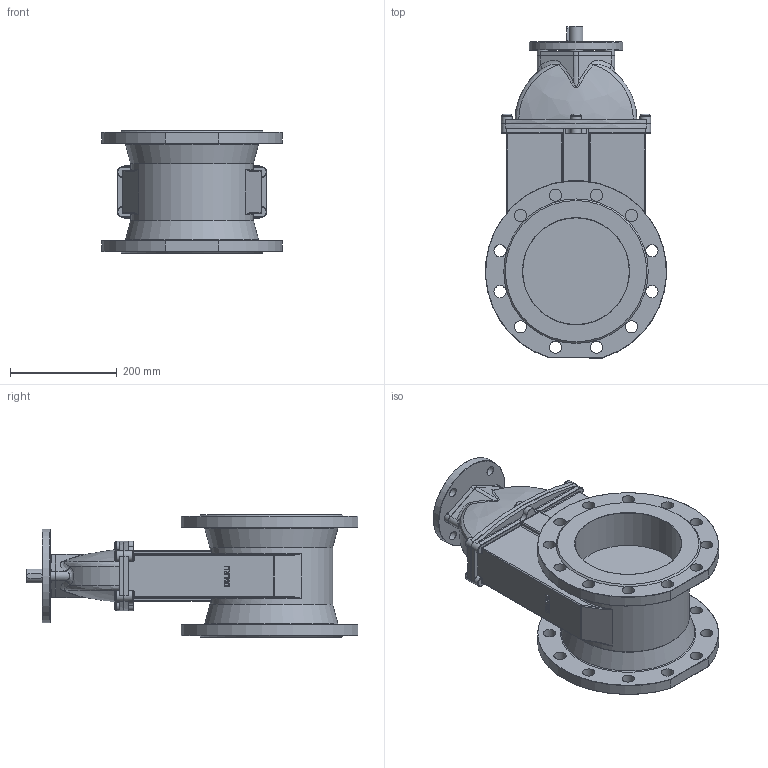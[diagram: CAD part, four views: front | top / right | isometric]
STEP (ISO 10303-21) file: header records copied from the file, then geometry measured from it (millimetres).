
FILE_DESCRIPTION(/* description */ (''),/* implementation_level */ '2;1');
FILE_NAME(/* name */ 'DN200_3D_STEP.stp',/* time_stamp */ '2025-07-09T21:35:58+03:00',/* author */ ('igorr'),/* organization */ (''),/* preprocessor_version */ 'ST-DEVELOPER v20',/* originating_system */ 'Autodesk Inventor 2025',/* authorisation */ '');
FILE_SCHEMA (('AUTOMOTIVE_DESIGN { 1 0 10303 214 3 1 1 }'));
Length unit declared in the file: millimetre
Products named in the file (3): Сборка_Чертежная; Деталь1; Rivet GB/T 1015-1986-8 X 14
Assembly tree (7 placements, depth 2):
  Сборка_Чертежная
    Деталь1
    Rivet GB/T 1015-1986-8 X 14  x6
Bounding box: 339.25 x 622.5 x 230 mm (x, y, z)
Volume: 13692783.7 mm3; surface area: 909189.9 mm2
Topology: 7 solids, 7 shells, 452 faces, 1103 edges, 690 vertices
Faces by surface type: cylinder 151, plane 143, bspline 69, torus 55, cone 24, sphere 10
Full cylindrical faces by diameter (mm): 6.16 x6, 8 x6, 10 x12, 14.22 x6, 18 x4, 20 x6, 23 x24, 26 x1, 30 x1, 100 x1, 175 x1, 200 x2, 230 x1
Entity records: 15536 total; most frequent: CARTESIAN_POINT 5616, ORIENTED_EDGE 1974, DIRECTION 1892, EDGE_CURVE 987, AXIS2_PLACEMENT_3D 742, VERTEX_POINT 620, EDGE_LOOP 495, LINE 408
